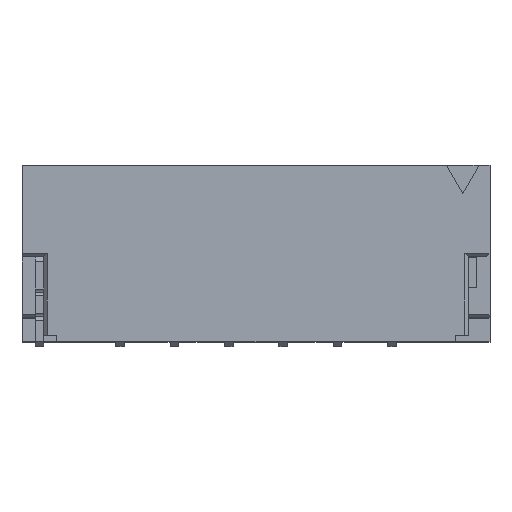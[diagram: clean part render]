
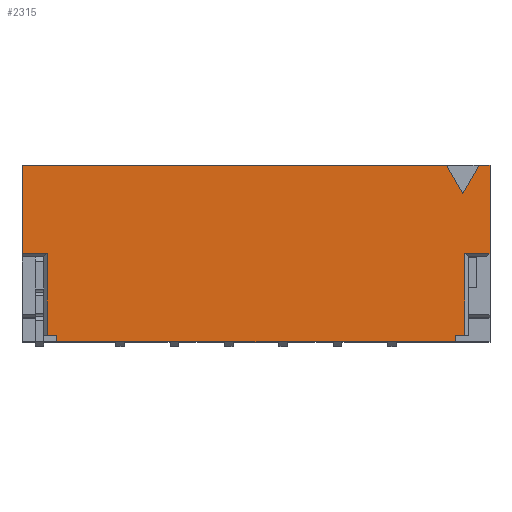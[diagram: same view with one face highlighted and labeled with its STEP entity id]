
A CAD part, top view. The second image highlights one B-rep face of the part: STEP entity #2315.
In plain terms, the highlighted planar face has unit normal (0, 0, 1).
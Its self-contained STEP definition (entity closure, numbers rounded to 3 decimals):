
#175 = AXIS2_PLACEMENT_3D ( 'NONE', #4480, #2395, #10084 ) ;
#203 = LINE ( 'NONE', #569, #8035 ) ;
#219 = VERTEX_POINT ( 'NONE', #2006 ) ;
#289 = LINE ( 'NONE', #9427, #10069 ) ;
#358 = VERTEX_POINT ( 'NONE', #7077 ) ;
#493 = EDGE_CURVE ( 'NONE', #8005, #1769, #1595, .T. ) ;
#557 = VERTEX_POINT ( 'NONE', #784 ) ;
#569 = CARTESIAN_POINT ( 'NONE',  ( 5.375, 4.15, 2.125 ) ) ;
#583 = CARTESIAN_POINT ( 'NONE',  ( -4.8, 0.25, 2.125 ) ) ;
#784 = CARTESIAN_POINT ( 'NONE',  ( 4.8, 0.25, 2.125 ) ) ;
#795 = VECTOR ( 'NONE', #7042, 1000. ) ;
#872 = ORIENTED_EDGE ( 'NONE', *, *, #5193, .F. ) ;
#1058 = VECTOR ( 'NONE', #3601, 1000. ) ;
#1279 = CARTESIAN_POINT ( 'NONE',  ( 5.375, 4.15, 2.125 ) ) ;
#1346 = ORIENTED_EDGE ( 'NONE', *, *, #10649, .T. ) ;
#1577 = VERTEX_POINT ( 'NONE', #3624 ) ;
#1595 = LINE ( 'NONE', #8583, #8392 ) ;
#1671 = DIRECTION ( 'NONE',  ( -1., 0., 0. ) ) ;
#1769 = VERTEX_POINT ( 'NONE', #6698 ) ;
#1797 = VECTOR ( 'NONE', #2618, 1000. ) ;
#1844 = CARTESIAN_POINT ( 'NONE',  ( -5.375, 4.15, 2.125 ) ) ;
#1903 = EDGE_CURVE ( 'NONE', #358, #557, #9640, .T. ) ;
#2006 = CARTESIAN_POINT ( 'NONE',  ( 4.75, 3.5, 2.125 ) ) ;
#2162 = CARTESIAN_POINT ( 'NONE',  ( -4.575, 0.1, 2.125 ) ) ;
#2315 = ADVANCED_FACE ( 'NONE', ( #9792 ), #11196, .F. ) ;
#2344 = ORIENTED_EDGE ( 'NONE', *, *, #4680, .T. ) ;
#2395 = DIRECTION ( 'NONE',  ( 0., 0., -1. ) ) ;
#2493 = CARTESIAN_POINT ( 'NONE',  ( 5.375, 2.125, 2.125 ) ) ;
#2575 = LINE ( 'NONE', #5285, #8502 ) ;
#2618 = DIRECTION ( 'NONE',  ( -1., 0., 0. ) ) ;
#2632 = VERTEX_POINT ( 'NONE', #9624 ) ;
#2649 = VERTEX_POINT ( 'NONE', #1844 ) ;
#2704 = EDGE_CURVE ( 'NONE', #358, #11072, #4156, .T. ) ;
#2823 = VECTOR ( 'NONE', #5205, 1000. ) ;
#2863 = VERTEX_POINT ( 'NONE', #12277 ) ;
#3025 = DIRECTION ( 'NONE',  ( 0., 1., 0. ) ) ;
#3063 = LINE ( 'NONE', #583, #10129 ) ;
#3234 = ORIENTED_EDGE ( 'NONE', *, *, #2704, .F. ) ;
#3264 = VECTOR ( 'NONE', #7910, 1000. ) ;
#3601 = DIRECTION ( 'NONE',  ( 1., 0., 0. ) ) ;
#3624 = CARTESIAN_POINT ( 'NONE',  ( 5.375, 2.125, 2.125 ) ) ;
#3738 = ORIENTED_EDGE ( 'NONE', *, *, #493, .F. ) ;
#3751 = LINE ( 'NONE', #4739, #795 ) ;
#3773 = ORIENTED_EDGE ( 'NONE', *, *, #8271, .T. ) ;
#4036 = CARTESIAN_POINT ( 'NONE',  ( 4.575, 0.1, 2.125 ) ) ;
#4043 = EDGE_CURVE ( 'NONE', #219, #2632, #8764, .T. ) ;
#4109 = VERTEX_POINT ( 'NONE', #8036 ) ;
#4156 = LINE ( 'NONE', #7493, #4509 ) ;
#4230 = LINE ( 'NONE', #8324, #1797 ) ;
#4314 = ORIENTED_EDGE ( 'NONE', *, *, #11598, .T. ) ;
#4480 = CARTESIAN_POINT ( 'NONE',  ( 5.375, 0.1, 2.125 ) ) ;
#4509 = VECTOR ( 'NONE', #11950, 1000. ) ;
#4587 = EDGE_CURVE ( 'NONE', #8005, #13140, #12354, .T. ) ;
#4680 = EDGE_CURVE ( 'NONE', #5581, #2632, #12698, .T. ) ;
#4739 = CARTESIAN_POINT ( 'NONE',  ( 4.375, 4.15, 2.125 ) ) ;
#4804 = ORIENTED_EDGE ( 'NONE', *, *, #1903, .T. ) ;
#5193 = EDGE_CURVE ( 'NONE', #5581, #1577, #6224, .T. ) ;
#5205 = DIRECTION ( 'NONE',  ( 0.5, 0.866, 0. ) ) ;
#5285 = CARTESIAN_POINT ( 'NONE',  ( -5.375, 0.1, 2.125 ) ) ;
#5581 = VERTEX_POINT ( 'NONE', #1279 ) ;
#6224 = LINE ( 'NONE', #6789, #3264 ) ;
#6369 = VECTOR ( 'NONE', #12100, 1000. ) ;
#6381 = DIRECTION ( 'NONE',  ( -1., 0., 0. ) ) ;
#6577 = ORIENTED_EDGE ( 'NONE', *, *, #4043, .F. ) ;
#6580 = ORIENTED_EDGE ( 'NONE', *, *, #11007, .T. ) ;
#6698 = CARTESIAN_POINT ( 'NONE',  ( -4.8, 0.25, 2.125 ) ) ;
#6789 = CARTESIAN_POINT ( 'NONE',  ( 5.375, 0.1, 2.125 ) ) ;
#6840 = DIRECTION ( 'NONE',  ( 1., 0., 0. ) ) ;
#7042 = DIRECTION ( 'NONE',  ( 0.5, -0.866, 0. ) ) ;
#7075 = ORIENTED_EDGE ( 'NONE', *, *, #4587, .T. ) ;
#7077 = CARTESIAN_POINT ( 'NONE',  ( 4.575, 0.25, 2.125 ) ) ;
#7493 = CARTESIAN_POINT ( 'NONE',  ( 4.575, 0., 2.125 ) ) ;
#7650 = ORIENTED_EDGE ( 'NONE', *, *, #13360, .F. ) ;
#7910 = DIRECTION ( 'NONE',  ( 0., -1., 0. ) ) ;
#7994 = VECTOR ( 'NONE', #12333, 1000. ) ;
#8005 = VERTEX_POINT ( 'NONE', #11558 ) ;
#8035 = VECTOR ( 'NONE', #1671, 1000. ) ;
#8036 = CARTESIAN_POINT ( 'NONE',  ( 4.8, 2.125, 2.125 ) ) ;
#8228 = VECTOR ( 'NONE', #6840, 1000. ) ;
#8271 = EDGE_CURVE ( 'NONE', #2649, #8447, #2575, .T. ) ;
#8324 = CARTESIAN_POINT ( 'NONE',  ( 5.375, 0.1, 2.125 ) ) ;
#8392 = VECTOR ( 'NONE', #6381, 1000. ) ;
#8447 = VERTEX_POINT ( 'NONE', #11229 ) ;
#8502 = VECTOR ( 'NONE', #13124, 1000. ) ;
#8545 = CARTESIAN_POINT ( 'NONE',  ( 4.75, 3.5, 2.125 ) ) ;
#8583 = CARTESIAN_POINT ( 'NONE',  ( -4.575, 0.25, 2.125 ) ) ;
#8764 = LINE ( 'NONE', #8545, #2823 ) ;
#9409 = VECTOR ( 'NONE', #9884, 1000. ) ;
#9427 = CARTESIAN_POINT ( 'NONE',  ( 4.8, 2.05, 2.125 ) ) ;
#9624 = CARTESIAN_POINT ( 'NONE',  ( 5.125, 4.15, 2.125 ) ) ;
#9640 = LINE ( 'NONE', #13473, #8228 ) ;
#9792 = FACE_OUTER_BOUND ( 'NONE', #13901, .T. ) ;
#9884 = DIRECTION ( 'NONE',  ( 0., -1., 0. ) ) ;
#10069 = VECTOR ( 'NONE', #3025, 1000. ) ;
#10084 = DIRECTION ( 'NONE',  ( 0., 1., 0. ) ) ;
#10119 = EDGE_CURVE ( 'NONE', #11072, #13140, #4230, .T. ) ;
#10129 = VECTOR ( 'NONE', #11743, 1000. ) ;
#10267 = CARTESIAN_POINT ( 'NONE',  ( 5.375, 4.15, 2.125 ) ) ;
#10419 = ORIENTED_EDGE ( 'NONE', *, *, #13003, .T. ) ;
#10649 = EDGE_CURVE ( 'NONE', #4109, #1577, #11529, .T. ) ;
#10758 = LINE ( 'NONE', #11073, #6369 ) ;
#11007 = EDGE_CURVE ( 'NONE', #11277, #2649, #203, .T. ) ;
#11072 = VERTEX_POINT ( 'NONE', #4036 ) ;
#11073 = CARTESIAN_POINT ( 'NONE',  ( -4.875, 2.125, 2.125 ) ) ;
#11196 = PLANE ( 'NONE',  #175 ) ;
#11229 = CARTESIAN_POINT ( 'NONE',  ( -5.375, 2.125, 2.125 ) ) ;
#11277 = VERTEX_POINT ( 'NONE', #13659 ) ;
#11511 = EDGE_CURVE ( 'NONE', #8447, #2863, #10758, .T. ) ;
#11529 = LINE ( 'NONE', #2493, #1058 ) ;
#11558 = CARTESIAN_POINT ( 'NONE',  ( -4.575, 0.25, 2.125 ) ) ;
#11598 = EDGE_CURVE ( 'NONE', #557, #4109, #289, .T. ) ;
#11743 = DIRECTION ( 'NONE',  ( 0., -1., 0. ) ) ;
#11950 = DIRECTION ( 'NONE',  ( 0., -1., 0. ) ) ;
#12100 = DIRECTION ( 'NONE',  ( 1., 0., 0. ) ) ;
#12277 = CARTESIAN_POINT ( 'NONE',  ( -4.8, 2.125, 2.125 ) ) ;
#12333 = DIRECTION ( 'NONE',  ( -1., 0., 0. ) ) ;
#12354 = LINE ( 'NONE', #13190, #9409 ) ;
#12698 = LINE ( 'NONE', #10267, #7994 ) ;
#13003 = EDGE_CURVE ( 'NONE', #2863, #1769, #3063, .T. ) ;
#13124 = DIRECTION ( 'NONE',  ( 0., -1., 0. ) ) ;
#13140 = VERTEX_POINT ( 'NONE', #2162 ) ;
#13190 = CARTESIAN_POINT ( 'NONE',  ( -4.575, 0., 2.125 ) ) ;
#13247 = ORIENTED_EDGE ( 'NONE', *, *, #10119, .F. ) ;
#13360 = EDGE_CURVE ( 'NONE', #11277, #219, #3751, .T. ) ;
#13473 = CARTESIAN_POINT ( 'NONE',  ( 4.575, 0.25, 2.125 ) ) ;
#13659 = CARTESIAN_POINT ( 'NONE',  ( 4.375, 4.15, 2.125 ) ) ;
#13831 = ORIENTED_EDGE ( 'NONE', *, *, #11511, .T. ) ;
#13901 = EDGE_LOOP ( 'NONE', ( #2344, #6577, #7650, #6580, #3773, #13831, #10419, #3738, #7075, #13247, #3234, #4804, #4314, #1346, #872 ) ) ;
